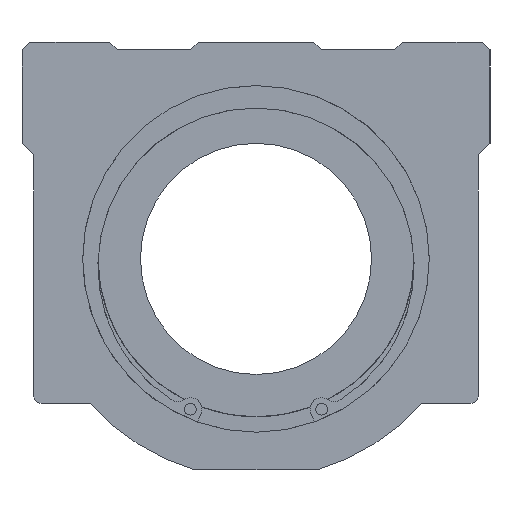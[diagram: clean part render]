
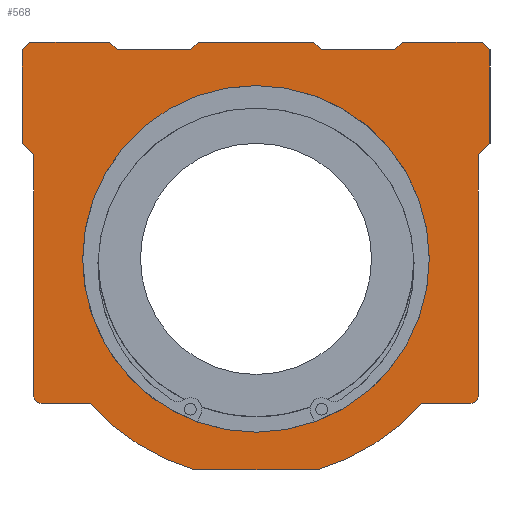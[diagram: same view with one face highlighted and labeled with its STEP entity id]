
A CAD part, left-side view. The second image highlights one B-rep face of the part: STEP entity #568.
In plain terms, the highlighted planar face has unit normal (-1, 0, 0).
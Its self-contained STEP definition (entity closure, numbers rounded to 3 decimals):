
#484=CIRCLE('',#4678,60.);
#488=CIRCLE('',#4692,2.667);
#496=CIRCLE('',#4703,2.667);
#497=CIRCLE('',#4705,76.);
#498=CIRCLE('',#4706,76.);
#568=ADVANCED_FACE('',(#972,#973),#810,.F.);
#810=PLANE('',#4707);
#972=FACE_BOUND('',#1119,.T.);
#973=FACE_BOUND('',#1120,.T.);
#1119=EDGE_LOOP('',(#2385,#2386,#2387,#2388,#2389,#2390,#2391,#2392,#2393,
#2394,#2395,#2396,#2397,#2398,#2399,#2400,#2401,#2402,#2403,#2404,#2405,
#2406,#2407,#2408));
#1120=EDGE_LOOP('',(#2409));
#1376=LINE('',#5948,#1676);
#1409=LINE('',#6437,#1709);
#1438=LINE('',#6689,#1738);
#1441=LINE('',#6698,#1741);
#1469=LINE('',#6874,#1769);
#1475=LINE('',#6888,#1775);
#1478=LINE('',#6893,#1778);
#1481=LINE('',#6899,#1781);
#1482=LINE('',#6901,#1782);
#1490=LINE('',#6932,#1790);
#1501=LINE('',#6971,#1801);
#1502=LINE('',#6974,#1802);
#1503=LINE('',#6976,#1803);
#1504=LINE('',#6978,#1804);
#1505=LINE('',#6979,#1805);
#1506=LINE('',#6980,#1806);
#1507=LINE('',#6982,#1807);
#1508=LINE('',#6984,#1808);
#1509=LINE('',#6986,#1809);
#1510=LINE('',#6988,#1810);
#1676=VECTOR('',#4876,1.);
#1709=VECTOR('',#4911,1.);
#1738=VECTOR('',#4946,1.);
#1741=VECTOR('',#4953,1.);
#1769=VECTOR('',#5163,1.);
#1775=VECTOR('',#5171,1.);
#1778=VECTOR('',#5176,1.);
#1781=VECTOR('',#5181,1.);
#1782=VECTOR('',#5184,1.);
#1790=VECTOR('',#5202,1.);
#1801=VECTOR('',#5233,1.);
#1802=VECTOR('',#5236,1.);
#1803=VECTOR('',#5237,1.);
#1804=VECTOR('',#5238,1.);
#1805=VECTOR('',#5239,1.);
#1806=VECTOR('',#5240,1.);
#1807=VECTOR('',#5241,1.);
#1808=VECTOR('',#5242,1.);
#1809=VECTOR('',#5243,1.);
#1810=VECTOR('',#5244,1.);
#2385=ORIENTED_EDGE('',*,*,#3916,.F.);
#2386=ORIENTED_EDGE('',*,*,#3923,.F.);
#2387=ORIENTED_EDGE('',*,*,#3942,.F.);
#2388=ORIENTED_EDGE('',*,*,#3943,.F.);
#2389=ORIENTED_EDGE('',*,*,#3944,.F.);
#2390=ORIENTED_EDGE('',*,*,#3814,.F.);
#2391=ORIENTED_EDGE('',*,*,#3940,.F.);
#2392=ORIENTED_EDGE('',*,*,#3701,.F.);
#2393=ORIENTED_EDGE('',*,*,#3945,.F.);
#2394=ORIENTED_EDGE('',*,*,#3946,.F.);
#2395=ORIENTED_EDGE('',*,*,#3947,.F.);
#2396=ORIENTED_EDGE('',*,*,#3810,.F.);
#2397=ORIENTED_EDGE('',*,*,#3948,.F.);
#2398=ORIENTED_EDGE('',*,*,#3910,.F.);
#2399=ORIENTED_EDGE('',*,*,#3903,.F.);
#2400=ORIENTED_EDGE('',*,*,#3906,.F.);
#2401=ORIENTED_EDGE('',*,*,#3897,.F.);
#2402=ORIENTED_EDGE('',*,*,#3909,.F.);
#2403=ORIENTED_EDGE('',*,*,#3949,.F.);
#2404=ORIENTED_EDGE('',*,*,#3950,.F.);
#2405=ORIENTED_EDGE('',*,*,#3951,.F.);
#2406=ORIENTED_EDGE('',*,*,#3952,.F.);
#2407=ORIENTED_EDGE('',*,*,#3953,.F.);
#2408=ORIENTED_EDGE('',*,*,#3764,.F.);
#2409=ORIENTED_EDGE('',*,*,#3893,.T.);
#3285=VERTEX_POINT('',#5943);
#3287=VERTEX_POINT('',#5947);
#3349=VERTEX_POINT('',#6435);
#3351=VERTEX_POINT('',#6438);
#3394=VERTEX_POINT('',#6684);
#3396=VERTEX_POINT('',#6688);
#3400=VERTEX_POINT('',#6697);
#3401=VERTEX_POINT('',#6699);
#3457=VERTEX_POINT('',#6865);
#3458=VERTEX_POINT('',#6875);
#3459=VERTEX_POINT('',#6876);
#3464=VERTEX_POINT('',#6887);
#3465=VERTEX_POINT('',#6889);
#3467=VERTEX_POINT('',#6898);
#3468=VERTEX_POINT('',#6902);
#3473=VERTEX_POINT('',#6916);
#3477=VERTEX_POINT('',#6931);
#3487=VERTEX_POINT('',#6970);
#3488=VERTEX_POINT('',#6972);
#3489=VERTEX_POINT('',#6975);
#3490=VERTEX_POINT('',#6977);
#3491=VERTEX_POINT('',#6981);
#3492=VERTEX_POINT('',#6983);
#3493=VERTEX_POINT('',#6985);
#3494=VERTEX_POINT('',#6987);
#3701=EDGE_CURVE('',#3287,#3285,#1376,.T.);
#3764=EDGE_CURVE('',#3349,#3351,#1409,.T.);
#3810=EDGE_CURVE('',#3396,#3394,#1438,.T.);
#3814=EDGE_CURVE('',#3400,#3401,#1441,.T.);
#3893=EDGE_CURVE('',#3457,#3457,#484,.T.);
#3897=EDGE_CURVE('',#3458,#3459,#1469,.T.);
#3903=EDGE_CURVE('',#3464,#3465,#1475,.T.);
#3906=EDGE_CURVE('',#3459,#3464,#1478,.T.);
#3909=EDGE_CURVE('',#3467,#3458,#1481,.T.);
#3910=EDGE_CURVE('',#3465,#3468,#1482,.T.);
#3916=EDGE_CURVE('',#3473,#3349,#488,.T.);
#3923=EDGE_CURVE('',#3477,#3473,#1490,.T.);
#3940=EDGE_CURVE('',#3285,#3400,#496,.T.);
#3942=EDGE_CURVE('',#3487,#3477,#497,.T.);
#3943=EDGE_CURVE('',#3488,#3487,#1501,.T.);
#3944=EDGE_CURVE('',#3401,#3488,#498,.T.);
#3945=EDGE_CURVE('',#3489,#3287,#1502,.T.);
#3946=EDGE_CURVE('',#3490,#3489,#1503,.T.);
#3947=EDGE_CURVE('',#3394,#3490,#1504,.T.);
#3948=EDGE_CURVE('',#3468,#3396,#1505,.T.);
#3949=EDGE_CURVE('',#3491,#3467,#1506,.T.);
#3950=EDGE_CURVE('',#3492,#3491,#1507,.T.);
#3951=EDGE_CURVE('',#3493,#3492,#1508,.T.);
#3952=EDGE_CURVE('',#3494,#3493,#1509,.T.);
#3953=EDGE_CURVE('',#3351,#3494,#1510,.T.);
#4678=AXIS2_PLACEMENT_3D('',#6864,#5145,#5146);
#4692=AXIS2_PLACEMENT_3D('',#6917,#5191,#5192);
#4703=AXIS2_PLACEMENT_3D('',#6963,#5227,#5228);
#4705=AXIS2_PLACEMENT_3D('',#6969,#5231,#5232);
#4706=AXIS2_PLACEMENT_3D('',#6973,#5234,#5235);
#4707=AXIS2_PLACEMENT_3D('',#6989,#5245,#5246);
#4876=DIRECTION('',(0.,0.,-1.));
#4911=DIRECTION('',(0.,0.,1.));
#4946=DIRECTION('',(0.,-1.,0.));
#4953=DIRECTION('',(0.,1.,0.));
#5145=DIRECTION('',(1.,0.,0.));
#5146=DIRECTION('',(0.,-1.,0.));
#5163=DIRECTION('',(0.,-0.707,0.707));
#5171=DIRECTION('',(0.,-0.707,-0.707));
#5176=DIRECTION('',(0.,-1.,0.));
#5181=DIRECTION('',(0.,-1.,0.));
#5184=DIRECTION('',(0.,-1.,0.));
#5191=DIRECTION('',(1.,0.,0.));
#5192=DIRECTION('',(0.,0.707,-0.707));
#5202=DIRECTION('',(0.,1.,0.));
#5227=DIRECTION('',(1.,0.,0.));
#5228=DIRECTION('',(0.,-0.707,-0.707));
#5231=DIRECTION('',(1.,0.,0.));
#5232=DIRECTION('',(0.,0.186,-0.982));
#5233=DIRECTION('',(0.,1.,0.));
#5234=DIRECTION('',(1.,0.,0.));
#5235=DIRECTION('',(0.,0.186,-0.982));
#5236=DIRECTION('',(0.,0.707,-0.707));
#5237=DIRECTION('',(0.,0.,-1.));
#5238=DIRECTION('',(0.,-0.707,-0.707));
#5239=DIRECTION('',(0.,-0.707,0.707));
#5240=DIRECTION('',(0.,-0.707,-0.707));
#5241=DIRECTION('',(0.,-1.,0.));
#5242=DIRECTION('',(0.,-0.707,0.707));
#5243=DIRECTION('',(0.,0.,1.));
#5244=DIRECTION('',(0.,0.707,0.707));
#5245=DIRECTION('',(1.,0.,0.));
#5246=DIRECTION('',(0.,0.,-1.));
#5943=CARTESIAN_POINT('',(3.833,-77.,-47.333));
#5947=CARTESIAN_POINT('',(3.833,-77.,36.));
#5948=CARTESIAN_POINT('',(3.833,-77.,33.333));
#6435=CARTESIAN_POINT('',(3.833,77.,-47.333));
#6437=CARTESIAN_POINT('',(3.833,77.,-45.333));
#6438=CARTESIAN_POINT('',(3.833,77.,36.));
#6684=CARTESIAN_POINT('',(3.833,-78.333,75.));
#6688=CARTESIAN_POINT('',(3.833,-50.667,75.));
#6689=CARTESIAN_POINT('',(3.833,-50.667,75.));
#6697=CARTESIAN_POINT('',(3.833,-74.333,-50.));
#6698=CARTESIAN_POINT('',(3.833,0.,-50.));
#6699=CARTESIAN_POINT('',(3.833,-57.236,-50.));
#6864=CARTESIAN_POINT('',(3.833,0.,0.));
#6865=CARTESIAN_POINT('',(3.833,60.,0.));
#6874=CARTESIAN_POINT('',(3.833,22.667,72.333));
#6875=CARTESIAN_POINT('',(3.833,22.667,72.333));
#6876=CARTESIAN_POINT('',(3.833,20.,75.));
#6887=CARTESIAN_POINT('',(3.833,-20.,75.));
#6888=CARTESIAN_POINT('',(3.833,-20.,75.));
#6889=CARTESIAN_POINT('',(3.833,-22.667,72.333));
#6893=CARTESIAN_POINT('',(3.833,20.,75.));
#6898=CARTESIAN_POINT('',(3.833,48.,72.333));
#6899=CARTESIAN_POINT('',(3.833,48.,72.333));
#6901=CARTESIAN_POINT('',(3.833,-22.667,72.333));
#6902=CARTESIAN_POINT('',(3.833,-48.,72.333));
#6916=CARTESIAN_POINT('',(3.833,74.333,-50.));
#6917=CARTESIAN_POINT('',(3.833,74.333,-47.333));
#6931=CARTESIAN_POINT('',(3.833,57.236,-50.));
#6932=CARTESIAN_POINT('',(3.833,0.,-50.));
#6963=CARTESIAN_POINT('',(3.833,-74.333,-47.333));
#6969=CARTESIAN_POINT('',(3.833,0.,0.));
#6970=CARTESIAN_POINT('',(3.833,21.142,-73.));
#6971=CARTESIAN_POINT('',(3.833,0.,-73.));
#6972=CARTESIAN_POINT('',(3.833,-21.142,-73.));
#6973=CARTESIAN_POINT('',(3.833,0.,0.));
#6974=CARTESIAN_POINT('',(3.833,-81.,40.));
#6975=CARTESIAN_POINT('',(3.833,-81.,40.));
#6976=CARTESIAN_POINT('',(3.833,-81.,74.667));
#6977=CARTESIAN_POINT('',(3.833,-81.,72.333));
#6978=CARTESIAN_POINT('',(3.833,-78.333,75.));
#6979=CARTESIAN_POINT('',(3.833,-48.,72.333));
#6980=CARTESIAN_POINT('',(3.833,50.667,75.));
#6981=CARTESIAN_POINT('',(3.833,50.667,75.));
#6982=CARTESIAN_POINT('',(3.833,85.333,75.));
#6983=CARTESIAN_POINT('',(3.833,78.333,75.));
#6984=CARTESIAN_POINT('',(3.833,81.,72.333));
#6985=CARTESIAN_POINT('',(3.833,81.,72.333));
#6986=CARTESIAN_POINT('',(3.833,81.,37.333));
#6987=CARTESIAN_POINT('',(3.833,81.,40.));
#6988=CARTESIAN_POINT('',(3.833,77.,36.));
#6989=CARTESIAN_POINT('',(3.833,0.,8.814));
